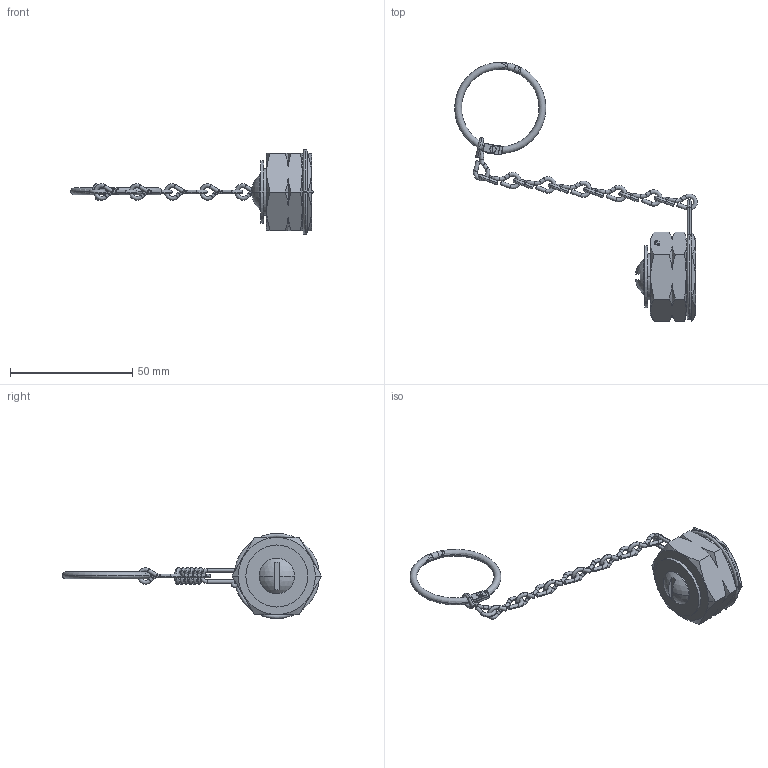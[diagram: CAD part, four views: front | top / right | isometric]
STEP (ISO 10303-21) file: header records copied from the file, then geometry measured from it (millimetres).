
FILE_DESCRIPTION (( 'STEP AP203' ), '1' );
FILE_NAME ('CAP-GT679BR-R.STEP', '2025-08-22T17:41:54', ( '' ), ( '' ), 'SwSTEP 2.0', 'SolidWorks 2018', '' );
FILE_SCHEMA (( 'CONFIG_CONTROL_DESIGN' ));
Length unit declared in the file: inch
Products named in the file (12): PRT-002239_BRASS; CAP-GT679BR-R; PRT-002245_RING-1.187D HALF; PRT-000870; ASY-000418_One Link Bent; PRT-000258; PRT-000251; PRT-000407; ASY-000291; PRT-002255_SMALL PIN; PRT-001017; PRT-003711_91785A535
Assembly tree (18 placements, depth 3):
  CAP-GT679BR-R
    PRT-001017
    PRT-000251
    PRT-000407
    PRT-003711_91785A535
    PRT-000870
    ASY-000418_One Link Bent
      PRT-002239_BRASS  x7
    ASY-000291
      PRT-002245_RING-1.187D HALF  x2
      PRT-002255_SMALL PIN
    PRT-000258
Bounding box: 99.39 x 106.16 x 34.92 mm (x, y, z)
Volume: 14791.2 mm3; surface area: 12396.9 mm2
Topology: 16 solids, 16 shells, 437 faces, 1121 edges, 712 vertices
Faces by surface type: cylinder 168, plane 85, torus 70, bspline 66, cone 30, sphere 18
Entity records: 18459 total; most frequent: CARTESIAN_POINT 10725, ORIENTED_EDGE 1456, DIRECTION 1106, EDGE_CURVE 728, VERTEX_POINT 491, AXIS2_PLACEMENT_3D 444, EDGE_LOOP 291, B_SPLINE_CURVE_WITH_KNOTS 284
